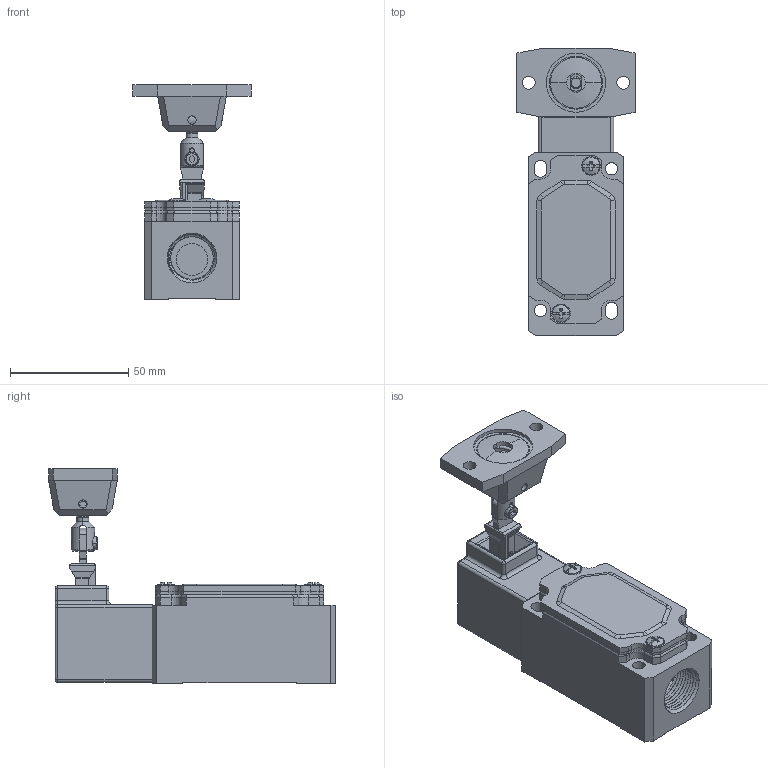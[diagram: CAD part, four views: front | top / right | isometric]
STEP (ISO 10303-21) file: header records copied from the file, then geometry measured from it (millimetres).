
FILE_DESCRIPTION((''),'2;1');
FILE_NAME('192579_ASM','2016-02-01T',('pdmadmin'),(''),'PRO/ENGINEER BY PARAMETRIC TECHNOLOGY CORPORATION, 2013230','PRO/ENGINEER BY PARAMETRIC TECHNOLOGY CORPORATION, 2013230','');
FILE_SCHEMA(('CONFIG_CONTROL_DESIGN'));
Length unit declared in the file: millimetre
Products named in the file (21): SI-LM40_INTERLOCK_BODY; SI-LM40_INTERLOCK_BODY_GAS_AF10; SI-LM40_INTERLOCK_BODY_COVER; SI-LM40_INTERLOCK_BODY_SCREW; SI-LM40_INTERLOCK_HEAD; SI-LM40_INTERLOCK_HEAD_SCREW; 49474---SI-LM40KHD_ASM; 48562---SI-QM-SMFA__PART_1; 48562---SI-QM-SMFA__PART_2; 48562---SI-QM-SMFA__PART_3; 48562---SI-QM-SMFA__PART_4; 48562---SI-QM-SMFA__PART_5; 48562---SI-QM-SMFA__PART_4_ASM; 48562---SI-QM-SMFA__PART_6; 48562---SI-QM-SMFA__PART_7; 48562---SI-QM-SMFA__PART_8; 48562---SI-QM-SMFA__PART_9; 48562---SI-QM-SMFA__PART_10; 48562---SI-QM-SMFA_ASM; 55754---SI-LM40MKHFD_ASM; 192579_ASM
Assembly tree (24 placements, depth 5):
  192579_ASM
    55754---SI-LM40MKHFD_ASM
      49474---SI-LM40KHD_ASM
        SI-LM40_INTERLOCK_BODY
        SI-LM40_INTERLOCK_BODY_GAS_AF10
        SI-LM40_INTERLOCK_BODY_COVER
        SI-LM40_INTERLOCK_BODY_SCREW  x2
        SI-LM40_INTERLOCK_HEAD
        SI-LM40_INTERLOCK_HEAD_SCREW  x4
      48562---SI-QM-SMFA_ASM
        48562---SI-QM-SMFA__PART_1
        48562---SI-QM-SMFA__PART_2
        48562---SI-QM-SMFA__PART_3
        48562---SI-QM-SMFA__PART_4_ASM
          48562---SI-QM-SMFA__PART_4
          48562---SI-QM-SMFA__PART_5
        48562---SI-QM-SMFA__PART_6
        48562---SI-QM-SMFA__PART_7
        48562---SI-QM-SMFA__PART_8
        48562---SI-QM-SMFA__PART_9
        48562---SI-QM-SMFA__PART_10
Bounding box: 50 x 121.3 x 90.85 mm (x, y, z)
Volume: 111207.8 mm3; surface area: 63083.4 mm2
Topology: 20 solids, 26 shells, 881 faces, 2282 edges, 1454 vertices
Faces by surface type: plane 406, cylinder 323, cone 58, torus 42, bspline 31, sphere 21
Entity records: 31050 total; most frequent: CARTESIAN_POINT 10611, DIRECTION 4224, ORIENTED_EDGE 4172, EDGE_CURVE 2098, AXIS2_PLACEMENT_3D 1497, VERTEX_POINT 1344, VECTOR 1230, LINE 1230
